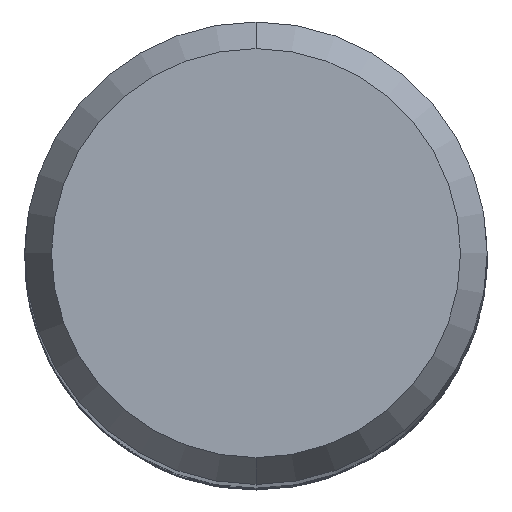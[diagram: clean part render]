
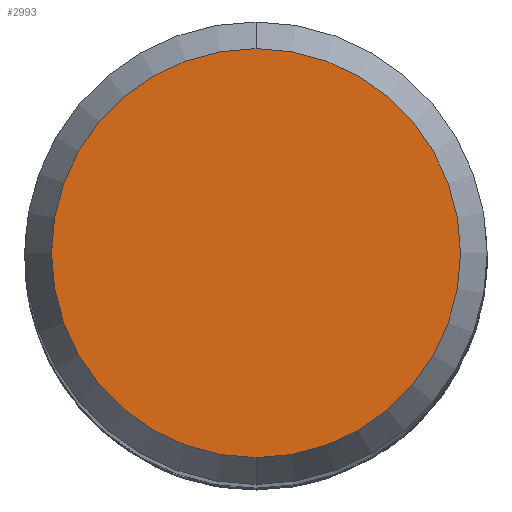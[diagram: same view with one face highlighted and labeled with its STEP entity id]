
A CAD part, top view. The second image highlights one B-rep face of the part: STEP entity #2993.
In plain terms, the highlighted planar face has unit normal (0, 0, 1).
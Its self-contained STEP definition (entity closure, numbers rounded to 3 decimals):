
#1267=VERTEX_POINT('',#3370);
#1461=EDGE_CURVE('',#2533,#1267,#3580,.T.);
#2143=EDGE_CURVE('',#1267,#2533,#4319,.T.);
#2533=VERTEX_POINT('',#4743);
#2993=ADVANCED_FACE('',(#5248),#5249,.T.);
#3370=CARTESIAN_POINT('',(0.,-4.423,0.0));
#3580=CIRCLE('',#10148,4.423);
#4319=CIRCLE('',#15742,4.423);
#4743=CARTESIAN_POINT('',(0.0,4.423,0.0));
#5248=FACE_OUTER_BOUND('',#24471,.T.);
#5249=PLANE('',#24472);
#10148=AXIS2_PLACEMENT_3D('',#27089,#27090,#27091);
#15742=AXIS2_PLACEMENT_3D('',#27887,#27888,#27889);
#24471=EDGE_LOOP('',(#28852,#28853));
#24472=AXIS2_PLACEMENT_3D('',#28854,#28855,#28856);
#27089=CARTESIAN_POINT('',(0.0,0.0,0.0));
#27090=DIRECTION('',(0.0,0.0,-1.0));
#27091=DIRECTION('',(0.0,1.0,0.0));
#27887=CARTESIAN_POINT('',(0.0,0.0,0.0));
#27888=DIRECTION('',(0.0,0.0,-1.0));
#27889=DIRECTION('',(0.0,1.0,0.0));
#28852=ORIENTED_EDGE('',*,*,#1461,.F.);
#28853=ORIENTED_EDGE('',*,*,#2143,.F.);
#28854=CARTESIAN_POINT('',(0.0,2.211,0.0));
#28855=DIRECTION('',(-0.0,0.0,1.0));
#28856=DIRECTION('',(0.0,-1.0,0.0));
